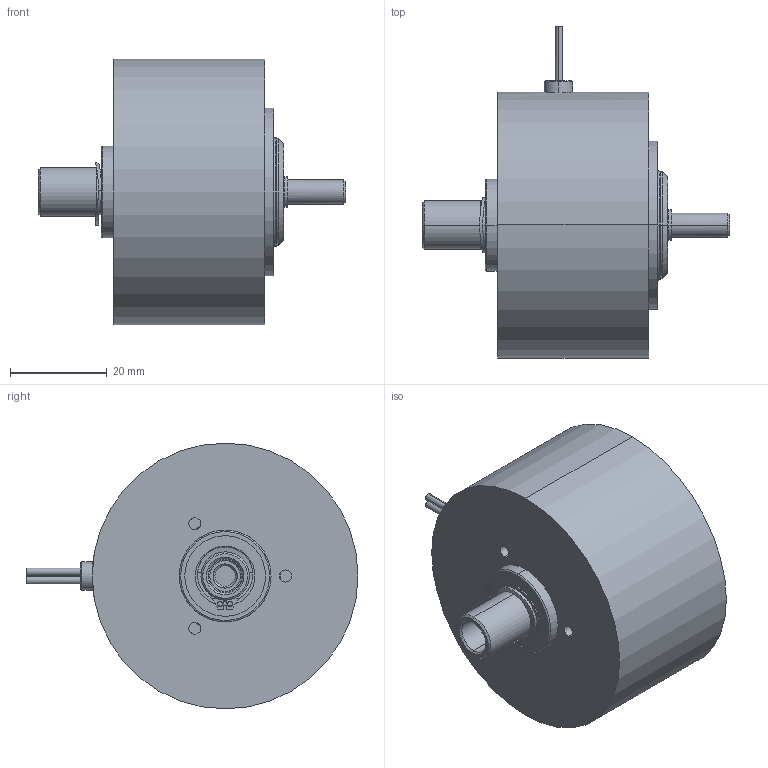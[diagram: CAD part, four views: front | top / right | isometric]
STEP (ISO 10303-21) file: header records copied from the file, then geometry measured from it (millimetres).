
FILE_DESCRIPTION (( 'STEP AP214' ), '1' );
FILE_NAME ('HCF-8M_B_EF.STEP', '2013-06-17T16:26:45', ( 'Jeff' ), ( '' ), 'SwSTEP 2.0', 'SolidWorks 2013', '' );
FILE_SCHEMA (( 'AUTOMOTIVE_DESIGN' ));
Length unit declared in the file: inch
Products named in the file (1): HCF-8M_B_EF
Bounding box: 63.56 x 68.71 x 54.99 mm (x, y, z)
Surface area: 18128.9 mm2 (no closed solid volume)
Topology: 0 solids, 12 shells, 185 faces, 928 edges, 756 vertices
Faces by surface type: cylinder 79, cone 52, plane 36, torus 10, bspline 8
Entity records: 12486 total; most frequent: CARTESIAN_POINT 2662, DIRECTION 1580, ORIENTED_EDGE 1248, EDGE_CURVE 928, VERTEX_POINT 756, AXIS2_PLACEMENT_3D 619, CIRCLE 441, VECTOR 342
